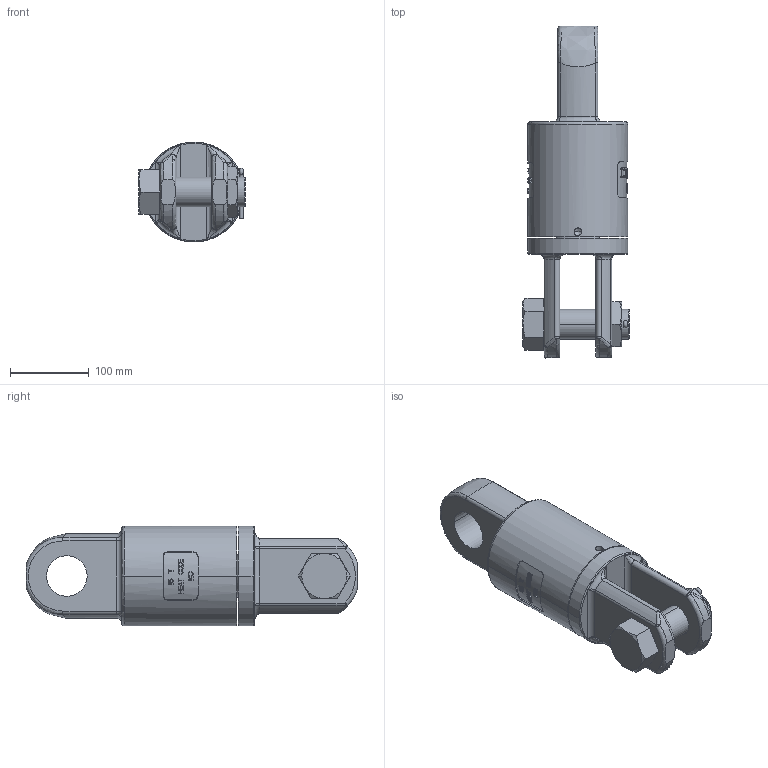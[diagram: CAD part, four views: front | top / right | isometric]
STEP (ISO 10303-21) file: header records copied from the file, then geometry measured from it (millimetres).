
FILE_DESCRIPTION((''),'2;1');
FILE_NAME('PRT0003','2010-06-16T',('Alan Doughty'),('The Crosby Group, Inc.'),'PRO/ENGINEER BY PARAMETRIC TECHNOLOGY CORPORATION, 2009300','PRO/ENGINEER BY PARAMETRIC TECHNOLOGY CORPORATION, 2009300','');
FILE_SCHEMA(('CONFIG_CONTROL_DESIGN'));
Length unit declared in the file: inch
Products named in the file (1): PRT0003
Bounding box: 134.87 x 421.62 x 127 mm (x, y, z)
Volume: 2667102.5 mm3; surface area: 299304.2 mm2
Topology: 4 solids, 4 shells, 752 faces, 2035 edges, 1321 vertices
Faces by surface type: plane 557, cylinder 113, torus 37, bspline 21, cone 16, sphere 8
Entity records: 25257 total; most frequent: CARTESIAN_POINT 7467, ORIENTED_EDGE 4050, DIRECTION 3216, EDGE_CURVE 2025, VERTEX_POINT 1321, AXIS2_PLACEMENT_3D 1196, VECTOR 824, LINE 824
